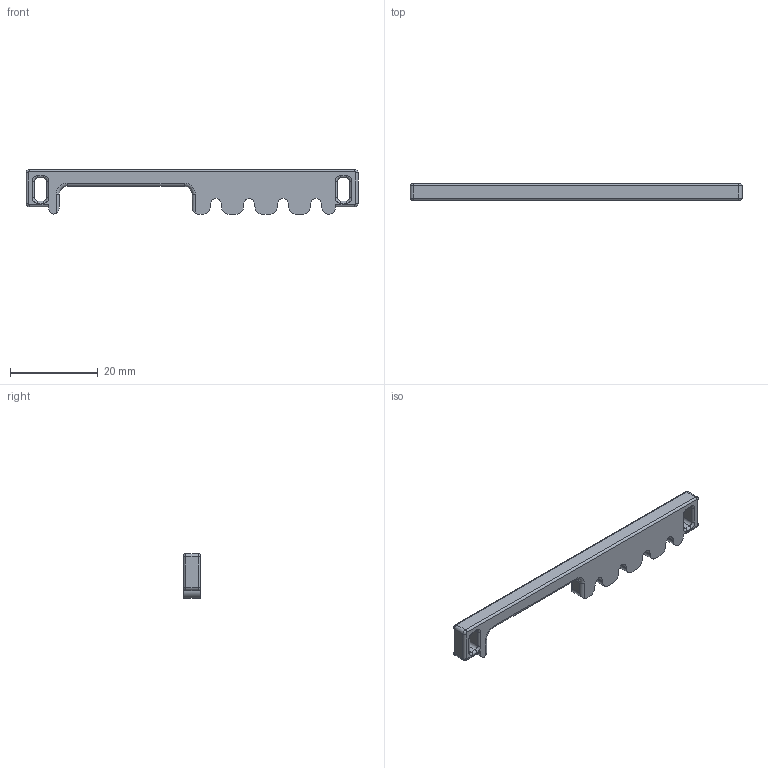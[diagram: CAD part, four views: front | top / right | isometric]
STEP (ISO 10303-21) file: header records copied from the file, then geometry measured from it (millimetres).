
FILE_DESCRIPTION (( 'STEP AP203' ), '1' );
FILE_NAME ('Fry Small.STEP', '2016-12-27T21:37:05', ( 'TeamTators' ), ( 'HP' ), 'SwSTEP 2.0', 'SolidWorks 2016', '' );
FILE_SCHEMA (( 'CONFIG_CONTROL_DESIGN' ));
Length unit declared in the file: inch
Products named in the file (1): Fry Small
Bounding box: 75.69 x 3.81 x 10.23 mm (x, y, z)
Volume: 1855.5 mm3; surface area: 1767.9 mm2
Topology: 1 solids, 1 shells, 128 faces, 318 edges, 192 vertices
Faces by surface type: cylinder 66, plane 34, torus 28
Entity records: 3913 total; most frequent: DIRECTION 728, CARTESIAN_POINT 675, ORIENTED_EDGE 636, EDGE_CURVE 318, AXIS2_PLACEMENT_3D 285, VERTEX_POINT 192, LINE 158, VECTOR 158
